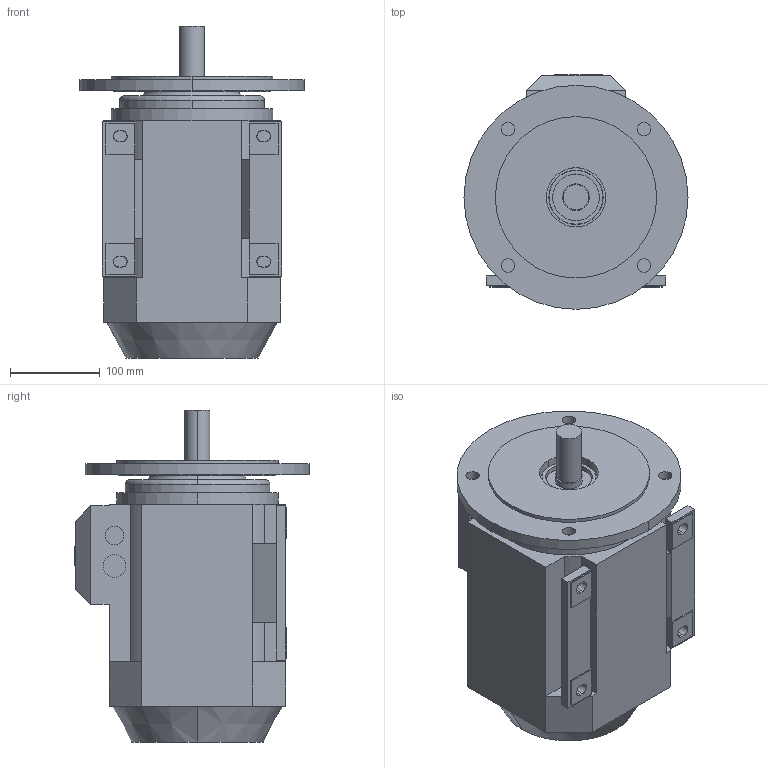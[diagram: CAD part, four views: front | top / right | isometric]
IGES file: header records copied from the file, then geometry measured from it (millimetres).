
Global section: file name: No Iges File Name specified; native system: AutoDesk Inventor R10; preprocessor: AutoDesk Inventor Iges Exporter R10; author: No Author specified; organization: No Organization specified; date: 20051228.111046; units: millimetre
Bounding box: 250 x 262 x 370.5 mm (x, y, z)
Volume: 10462376.4 mm3; surface area: 423924.6 mm2
Topology: 1 solids, 1 shells, 230 faces, 568 edges, 374 vertices
Faces by surface type: plane 128, bspline 53, revolution 22, cylinder 19, cone 6, torus 2
